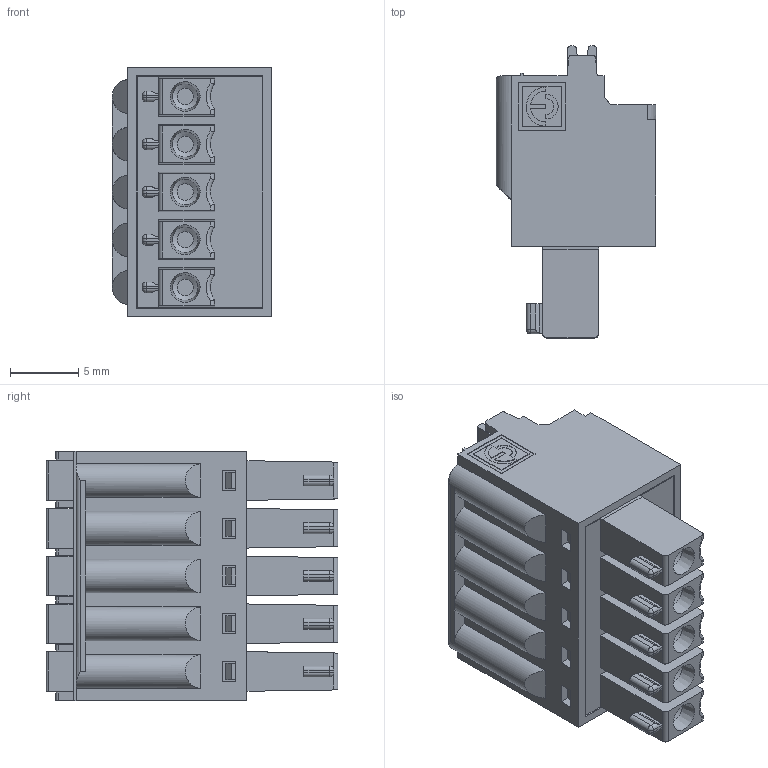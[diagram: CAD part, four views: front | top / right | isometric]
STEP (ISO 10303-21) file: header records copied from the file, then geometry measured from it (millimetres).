
FILE_DESCRIPTION(('STEP AP214'),'1');
FILE_NAME('SHM05-3,5-P.stp','2025-07-01T08:51:58',(' '),(' '),'Spatial InterOp 3D',' ',' ');
FILE_SCHEMA(('AUTOMOTIVE_DESIGN { 1 0 10303 214 1 1 1 1 }'));
Length unit declared in the file: metre
Products named in the file (1): 1751370276
Bounding box: 11.7 x 21.4 x 18.3 mm (x, y, z)
Volume: 2687.7 mm3; surface area: 2178.7 mm2
Topology: 1 solids, 1 shells, 550 faces, 1514 edges, 988 vertices
Faces by surface type: plane 392, cylinder 127, cone 15, sphere 10, torus 5, extrusion 1
Full cylindrical faces by diameter (mm): 1.2 x5, 3.078 x5
Entity records: 25303 total; most frequent: CARTESIAN_POINT 4104, ORIENTED_EDGE 2918, DIRECTION 2686, EDGE_CURVE 1459, STYLED_ITEM 1163, PRESENTATION_STYLE_ASSIGNMENT 1163, COLOUR_RGB 1163, VECTOR 1124
